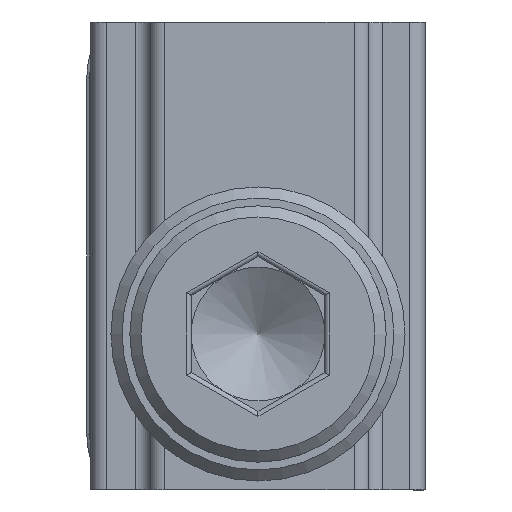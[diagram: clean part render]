
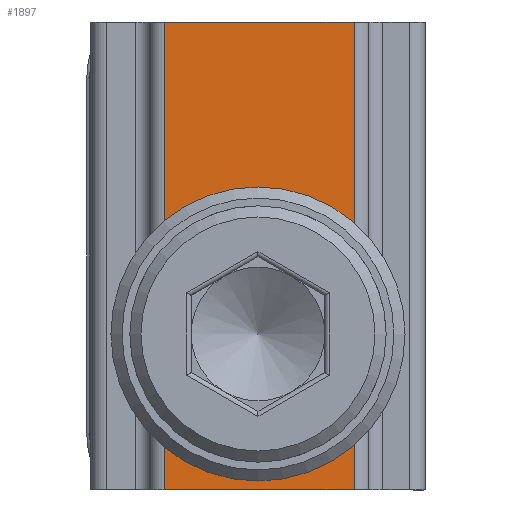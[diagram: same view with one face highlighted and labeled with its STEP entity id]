
A CAD part, front view. The second image highlights one B-rep face of the part: STEP entity #1897.
In plain terms, the highlighted planar face has unit normal (0, -1, 0).
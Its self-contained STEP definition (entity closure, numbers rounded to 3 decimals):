
#155=FACE_BOUND('',#370,.T.);
#180=PLANE('',#2223);
#263=FACE_OUTER_BOUND('',#369,.T.);
#369=EDGE_LOOP('',(#1536,#1537,#1538,#1539));
#370=EDGE_LOOP('',(#1540,#1541));
#477=LINE('',#3310,#611);
#478=LINE('',#3312,#612);
#479=LINE('',#3314,#613);
#480=LINE('',#3315,#614);
#611=VECTOR('',#2652,1000.);
#612=VECTOR('',#2653,1000.);
#613=VECTOR('',#2654,1000.);
#614=VECTOR('',#2655,1000.);
#757=CIRCLE('',#2219,3.523);
#758=CIRCLE('',#2220,3.523);
#896=VERTEX_POINT('',#3198);
#897=VERTEX_POINT('',#3200);
#903=VERTEX_POINT('',#3308);
#904=VERTEX_POINT('',#3309);
#905=VERTEX_POINT('',#3311);
#906=VERTEX_POINT('',#3313);
#1120=EDGE_CURVE('',#897,#896,#757,.T.);
#1121=EDGE_CURVE('',#896,#897,#758,.T.);
#1129=EDGE_CURVE('',#903,#904,#477,.T.);
#1130=EDGE_CURVE('',#904,#905,#478,.T.);
#1131=EDGE_CURVE('',#905,#906,#479,.T.);
#1132=EDGE_CURVE('',#906,#903,#480,.T.);
#1536=ORIENTED_EDGE('',*,*,#1129,.T.);
#1537=ORIENTED_EDGE('',*,*,#1130,.T.);
#1538=ORIENTED_EDGE('',*,*,#1131,.T.);
#1539=ORIENTED_EDGE('',*,*,#1132,.T.);
#1540=ORIENTED_EDGE('',*,*,#1120,.T.);
#1541=ORIENTED_EDGE('',*,*,#1121,.T.);
#1897=ADVANCED_FACE('',(#263,#155),#180,.T.);
#2219=AXIS2_PLACEMENT_3D('',#3201,#2641,#2642);
#2220=AXIS2_PLACEMENT_3D('',#3202,#2643,#2644);
#2223=AXIS2_PLACEMENT_3D('',#3307,#2650,#2651);
#2641=DIRECTION('center_axis',(0.,1.,0.));
#2642=DIRECTION('ref_axis',(0.913,0.,0.407));
#2643=DIRECTION('center_axis',(0.,1.,0.));
#2644=DIRECTION('ref_axis',(0.913,0.,0.407));
#2650=DIRECTION('center_axis',(0.,-1.,0.));
#2651=DIRECTION('ref_axis',(-0.913,0.,-0.407));
#2652=DIRECTION('',(0.407,0.,-0.913));
#2653=DIRECTION('',(0.913,0.,0.407));
#2654=DIRECTION('',(-0.407,0.,0.913));
#2655=DIRECTION('',(-0.913,0.,-0.407));
#3198=CARTESIAN_POINT('',(5.042,22.376,6.827));
#3200=CARTESIAN_POINT('',(11.479,22.376,9.694));
#3201=CARTESIAN_POINT('Origin',(8.261,22.376,8.261));
#3202=CARTESIAN_POINT('Origin',(8.261,22.376,8.261));
#3307=CARTESIAN_POINT('Origin',(11.109,22.376,1.866));
#3308=CARTESIAN_POINT('',(-1.272,22.376,19.341));
#3309=CARTESIAN_POINT('',(7.272,22.376,0.157));
#3310=CARTESIAN_POINT('',(7.272,22.376,0.157));
#3311=CARTESIAN_POINT('',(15.048,22.376,3.621));
#3312=CARTESIAN_POINT('',(11.109,22.376,1.866));
#3313=CARTESIAN_POINT('',(6.504,22.376,22.804));
#3314=CARTESIAN_POINT('',(15.048,22.376,3.621));
#3315=CARTESIAN_POINT('',(2.565,22.376,21.05));
